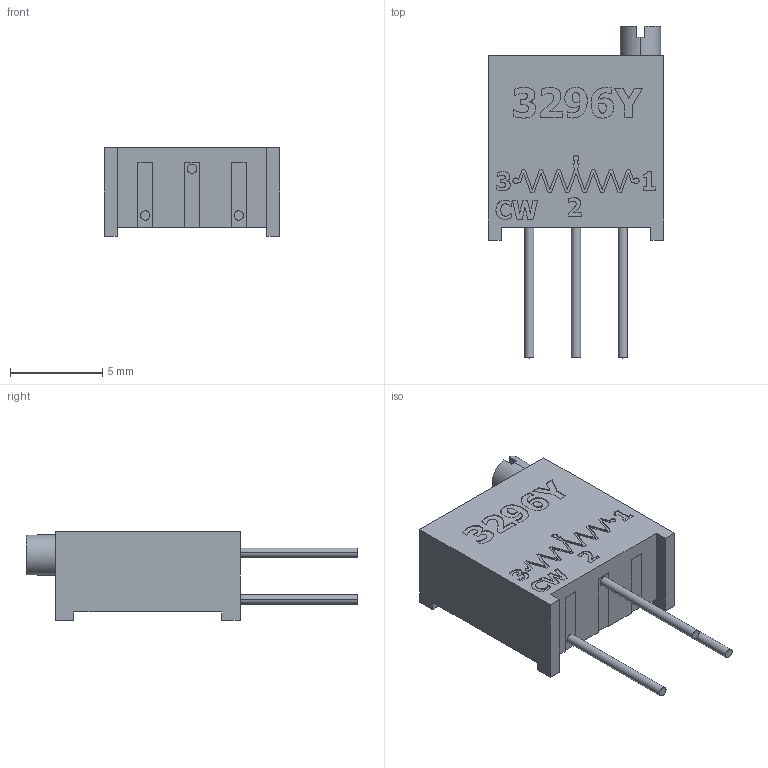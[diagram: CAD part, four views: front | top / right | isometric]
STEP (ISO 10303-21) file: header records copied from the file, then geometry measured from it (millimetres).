
FILE_DESCRIPTION (( 'STEP AP214' ), '1' );
FILE_NAME ('User Library-Trimming Potentiometer Vertical 3296Y 104 - 100k.STEP', '2020-03-18T13:05:07', ( '' ), ( '' ), 'SwSTEP 2.0', 'SolidWorks 2019', '' );
FILE_SCHEMA (( 'AUTOMOTIVE_DESIGN' ));
Length unit declared in the file: millimetre
Products named in the file (1): User Library-Trimming Potentiometer Vertical 3296Y 104 - 100k
Bounding box: 9.53 x 18.03 x 4.83 mm (x, y, z)
Volume: 401.5 mm3; surface area: 418.2 mm2
Topology: 4 solids, 4 shells, 371 faces, 1024 edges, 681 vertices
Faces by surface type: plane 229, bspline 128, cylinder 14
Entity records: 16720 total; most frequent: CARTESIAN_POINT 4119, ORIENTED_EDGE 2048, DIRECTION 1202, EDGE_CURVE 1024, VERTEX_POINT 681, LINE 678, VECTOR 678, EDGE_LOOP 391
